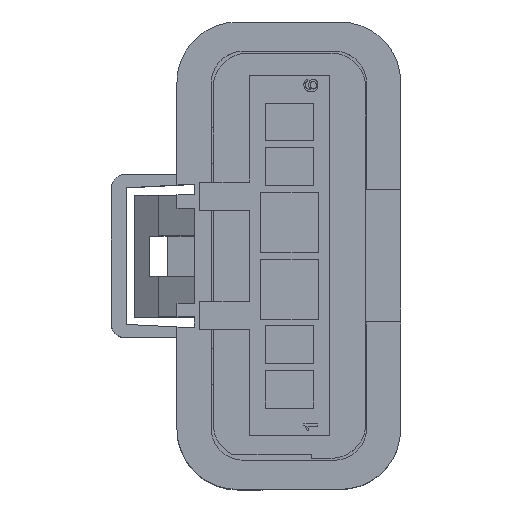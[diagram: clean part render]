
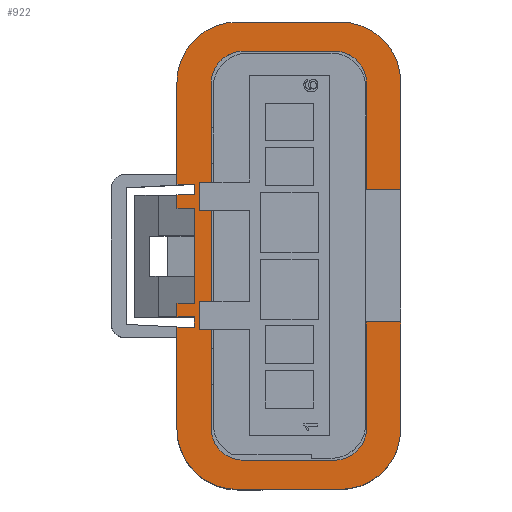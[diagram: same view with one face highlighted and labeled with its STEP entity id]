
A CAD part, top view. The second image highlights one B-rep face of the part: STEP entity #922.
In plain terms, the highlighted planar face has unit normal (0, 0, 1).
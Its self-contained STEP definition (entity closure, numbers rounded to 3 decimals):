
#203=CIRCLE('',#9006,4.5);
#217=CIRCLE('',#9027,4.5);
#218=CIRCLE('',#9029,2.4);
#219=CIRCLE('',#9030,2.4);
#220=CIRCLE('',#9031,2.4);
#221=CIRCLE('',#9032,2.4);
#222=CIRCLE('',#9033,4.5);
#223=CIRCLE('',#9034,4.5);
#461=FACE_OUTER_BOUND('',#3914,.T.);
#922=ADVANCED_FACE('',(#461),#1334,.T.);
#1334=PLANE('',#9035);
#2028=LINE('',#12818,#3092);
#2063=LINE('',#12898,#3127);
#2115=LINE('',#13042,#3179);
#2116=LINE('',#13044,#3180);
#2117=LINE('',#13046,#3181);
#2118=LINE('',#13050,#3182);
#2119=LINE('',#13054,#3183);
#2120=LINE('',#13058,#3184);
#2121=LINE('',#13061,#3185);
#2122=LINE('',#13063,#3186);
#2123=LINE('',#13067,#3187);
#2124=LINE('',#13071,#3188);
#2125=LINE('',#13073,#3189);
#2126=LINE('',#13075,#3190);
#2127=LINE('',#13077,#3191);
#2128=LINE('',#13079,#3192);
#2129=LINE('',#13081,#3193);
#2130=LINE('',#13083,#3194);
#2131=LINE('',#13085,#3195);
#2132=LINE('',#13087,#3196);
#2133=LINE('',#13089,#3197);
#2134=LINE('',#13091,#3198);
#2135=LINE('',#13093,#3199);
#2136=LINE('',#13095,#3200);
#3092=VECTOR('',#10255,1.);
#3127=VECTOR('',#10330,1.);
#3179=VECTOR('',#10452,1.);
#3180=VECTOR('',#10453,1.);
#3181=VECTOR('',#10454,1.);
#3182=VECTOR('',#10457,1.);
#3183=VECTOR('',#10460,1.);
#3184=VECTOR('',#10463,1.);
#3185=VECTOR('',#10466,1.);
#3186=VECTOR('',#10467,1.);
#3187=VECTOR('',#10470,1.);
#3188=VECTOR('',#10473,1.);
#3189=VECTOR('',#10474,1.);
#3190=VECTOR('',#10475,1.);
#3191=VECTOR('',#10476,1.);
#3192=VECTOR('',#10477,1.);
#3193=VECTOR('',#10478,1.);
#3194=VECTOR('',#10479,1.);
#3195=VECTOR('',#10480,1.);
#3196=VECTOR('',#10481,1.);
#3197=VECTOR('',#10482,1.);
#3198=VECTOR('',#10483,1.);
#3199=VECTOR('',#10484,1.);
#3200=VECTOR('',#10485,1.);
#3914=EDGE_LOOP('',(#5280,#5281,#5282,#5283,#5284,#5285,#5286,#5287,#5288,
#5289,#5290,#5291,#5292,#5293,#5294,#5295,#5296,#5297,#5298,#5299,#5300,
#5301,#5302,#5303,#5304,#5305,#5306,#5307,#5308,#5309,#5310,#5311));
#5280=ORIENTED_EDGE('',*,*,#8129,.F.);
#5281=ORIENTED_EDGE('',*,*,#8130,.F.);
#5282=ORIENTED_EDGE('',*,*,#8131,.T.);
#5283=ORIENTED_EDGE('',*,*,#8132,.T.);
#5284=ORIENTED_EDGE('',*,*,#8133,.T.);
#5285=ORIENTED_EDGE('',*,*,#8134,.F.);
#5286=ORIENTED_EDGE('',*,*,#8135,.T.);
#5287=ORIENTED_EDGE('',*,*,#8136,.F.);
#5288=ORIENTED_EDGE('',*,*,#8137,.T.);
#5289=ORIENTED_EDGE('',*,*,#8138,.F.);
#5290=ORIENTED_EDGE('',*,*,#8139,.F.);
#5291=ORIENTED_EDGE('',*,*,#8022,.T.);
#5292=ORIENTED_EDGE('',*,*,#8140,.T.);
#5293=ORIENTED_EDGE('',*,*,#8141,.F.);
#5294=ORIENTED_EDGE('',*,*,#8142,.T.);
#5295=ORIENTED_EDGE('',*,*,#8143,.T.);
#5296=ORIENTED_EDGE('',*,*,#8144,.T.);
#5297=ORIENTED_EDGE('',*,*,#8145,.T.);
#5298=ORIENTED_EDGE('',*,*,#8146,.T.);
#5299=ORIENTED_EDGE('',*,*,#8147,.T.);
#5300=ORIENTED_EDGE('',*,*,#8148,.T.);
#5301=ORIENTED_EDGE('',*,*,#8149,.T.);
#5302=ORIENTED_EDGE('',*,*,#8150,.F.);
#5303=ORIENTED_EDGE('',*,*,#8151,.T.);
#5304=ORIENTED_EDGE('',*,*,#8152,.T.);
#5305=ORIENTED_EDGE('',*,*,#8153,.T.);
#5306=ORIENTED_EDGE('',*,*,#8154,.T.);
#5307=ORIENTED_EDGE('',*,*,#8155,.T.);
#5308=ORIENTED_EDGE('',*,*,#8156,.T.);
#5309=ORIENTED_EDGE('',*,*,#8157,.F.);
#5310=ORIENTED_EDGE('',*,*,#8093,.F.);
#5311=ORIENTED_EDGE('',*,*,#8061,.F.);
#7069=VERTEX_POINT('',#12804);
#7076=VERTEX_POINT('',#12817);
#7101=VERTEX_POINT('',#12897);
#7102=VERTEX_POINT('',#12899);
#7121=VERTEX_POINT('',#12967);
#7148=VERTEX_POINT('',#13039);
#7149=VERTEX_POINT('',#13043);
#7150=VERTEX_POINT('',#13045);
#7151=VERTEX_POINT('',#13047);
#7152=VERTEX_POINT('',#13049);
#7153=VERTEX_POINT('',#13051);
#7154=VERTEX_POINT('',#13053);
#7155=VERTEX_POINT('',#13055);
#7156=VERTEX_POINT('',#13057);
#7157=VERTEX_POINT('',#13059);
#7158=VERTEX_POINT('',#13062);
#7159=VERTEX_POINT('',#13064);
#7160=VERTEX_POINT('',#13066);
#7161=VERTEX_POINT('',#13068);
#7162=VERTEX_POINT('',#13070);
#7163=VERTEX_POINT('',#13072);
#7164=VERTEX_POINT('',#13074);
#7165=VERTEX_POINT('',#13076);
#7166=VERTEX_POINT('',#13078);
#7167=VERTEX_POINT('',#13080);
#7168=VERTEX_POINT('',#13082);
#7169=VERTEX_POINT('',#13084);
#7170=VERTEX_POINT('',#13086);
#7171=VERTEX_POINT('',#13088);
#7172=VERTEX_POINT('',#13090);
#7173=VERTEX_POINT('',#13092);
#7174=VERTEX_POINT('',#13094);
#8022=EDGE_CURVE('',#7069,#7076,#2028,.T.);
#8061=EDGE_CURVE('',#7101,#7102,#2063,.T.);
#8093=EDGE_CURVE('',#7102,#7121,#203,.T.);
#8129=EDGE_CURVE('',#7148,#7101,#217,.T.);
#8130=EDGE_CURVE('',#7149,#7148,#2115,.T.);
#8131=EDGE_CURVE('',#7149,#7150,#2116,.T.);
#8132=EDGE_CURVE('',#7150,#7151,#2117,.T.);
#8133=EDGE_CURVE('',#7151,#7152,#218,.T.);
#8134=EDGE_CURVE('',#7153,#7152,#2118,.T.);
#8135=EDGE_CURVE('',#7153,#7154,#219,.T.);
#8136=EDGE_CURVE('',#7155,#7154,#2119,.T.);
#8137=EDGE_CURVE('',#7155,#7156,#220,.T.);
#8138=EDGE_CURVE('',#7157,#7156,#2120,.T.);
#8139=EDGE_CURVE('',#7069,#7157,#221,.T.);
#8140=EDGE_CURVE('',#7076,#7158,#2121,.T.);
#8141=EDGE_CURVE('',#7159,#7158,#2122,.T.);
#8142=EDGE_CURVE('',#7159,#7160,#222,.T.);
#8143=EDGE_CURVE('',#7160,#7161,#2123,.T.);
#8144=EDGE_CURVE('',#7161,#7162,#223,.T.);
#8145=EDGE_CURVE('',#7162,#7163,#2124,.T.);
#8146=EDGE_CURVE('',#7163,#7164,#2125,.T.);
#8147=EDGE_CURVE('',#7164,#7165,#2126,.T.);
#8148=EDGE_CURVE('',#7165,#7166,#2127,.T.);
#8149=EDGE_CURVE('',#7166,#7167,#2128,.T.);
#8150=EDGE_CURVE('',#7168,#7167,#2129,.T.);
#8151=EDGE_CURVE('',#7168,#7169,#2130,.T.);
#8152=EDGE_CURVE('',#7169,#7170,#2131,.T.);
#8153=EDGE_CURVE('',#7170,#7171,#2132,.T.);
#8154=EDGE_CURVE('',#7171,#7172,#2133,.T.);
#8155=EDGE_CURVE('',#7172,#7173,#2134,.T.);
#8156=EDGE_CURVE('',#7173,#7174,#2135,.T.);
#8157=EDGE_CURVE('',#7121,#7174,#2136,.T.);
#9006=AXIS2_PLACEMENT_3D('',#12966,#10385,#10386);
#9027=AXIS2_PLACEMENT_3D('',#13040,#10448,#10449);
#9029=AXIS2_PLACEMENT_3D('',#13048,#10455,#10456);
#9030=AXIS2_PLACEMENT_3D('',#13052,#10458,#10459);
#9031=AXIS2_PLACEMENT_3D('',#13056,#10461,#10462);
#9032=AXIS2_PLACEMENT_3D('',#13060,#10464,#10465);
#9033=AXIS2_PLACEMENT_3D('',#13065,#10468,#10469);
#9034=AXIS2_PLACEMENT_3D('',#13069,#10471,#10472);
#9035=AXIS2_PLACEMENT_3D('',#13096,#10486,#10487);
#10255=DIRECTION('',(0.,-1.,0.));
#10330=DIRECTION('',(-1.,0.,0.));
#10385=DIRECTION('',(0.,0.,-1.));
#10386=DIRECTION('',(0.,1.,0.));
#10448=DIRECTION('',(0.,0.,-1.));
#10449=DIRECTION('',(0.,1.,0.));
#10452=DIRECTION('',(0.,-1.,0.));
#10453=DIRECTION('',(-1.,0.,0.));
#10454=DIRECTION('',(0.,-1.,0.));
#10455=DIRECTION('',(0.,0.,-1.));
#10456=DIRECTION('',(0.,1.,0.));
#10457=DIRECTION('',(1.,0.,0.));
#10458=DIRECTION('',(0.,0.,-1.));
#10459=DIRECTION('',(0.,1.,0.));
#10460=DIRECTION('',(0.,-1.,0.));
#10461=DIRECTION('',(0.,0.,-1.));
#10462=DIRECTION('',(0.,1.,0.));
#10463=DIRECTION('',(-1.,0.,0.));
#10464=DIRECTION('',(0.,0.,1.));
#10465=DIRECTION('',(0.,1.,0.));
#10466=DIRECTION('',(1.,0.,0.));
#10467=DIRECTION('',(0.,-1.,0.));
#10468=DIRECTION('',(0.,0.,1.));
#10469=DIRECTION('',(0.,1.,0.));
#10470=DIRECTION('',(-1.,0.,0.));
#10471=DIRECTION('',(0.,0.,1.));
#10472=DIRECTION('',(0.,1.,0.));
#10473=DIRECTION('',(0.,-1.,0.));
#10474=DIRECTION('',(1.,0.,0.));
#10475=DIRECTION('',(0.,-1.,0.));
#10476=DIRECTION('',(-1.,0.,0.));
#10477=DIRECTION('',(0.,-1.,0.));
#10478=DIRECTION('',(-1.,0.,0.));
#10479=DIRECTION('',(0.,-1.,0.));
#10480=DIRECTION('',(-1.,0.,0.));
#10481=DIRECTION('',(0.,-1.,0.));
#10482=DIRECTION('',(1.,0.,0.));
#10483=DIRECTION('',(0.,-1.,0.));
#10484=DIRECTION('',(-1.,0.,0.));
#10485=DIRECTION('',(0.,1.,0.));
#10486=DIRECTION('',(0.,0.,1.));
#10487=DIRECTION('',(1.,0.,0.));
#12804=CARTESIAN_POINT('',(5.8,12.875,32.4));
#12817=CARTESIAN_POINT('',(5.8,4.95,32.4));
#12818=CARTESIAN_POINT('',(5.8,20.34,32.4));
#12897=CARTESIAN_POINT('',(3.85,-17.45,32.4));
#12898=CARTESIAN_POINT('',(4.62,-17.45,32.4));
#12899=CARTESIAN_POINT('',(-3.85,-17.45,32.4));
#12966=CARTESIAN_POINT('',(-3.85,-12.95,32.4));
#12967=CARTESIAN_POINT('',(-8.35,-12.95,32.4));
#13039=CARTESIAN_POINT('',(8.35,-12.95,32.4));
#13040=CARTESIAN_POINT('',(3.85,-12.95,32.4));
#13042=CARTESIAN_POINT('',(8.35,15.54,32.4));
#13043=CARTESIAN_POINT('',(8.35,-4.95,32.4));
#13044=CARTESIAN_POINT('',(7.85,-4.95,32.4));
#13045=CARTESIAN_POINT('',(5.8,-4.95,32.4));
#13046=CARTESIAN_POINT('',(5.8,-15.45,32.4));
#13047=CARTESIAN_POINT('',(5.8,-12.875,32.4));
#13048=CARTESIAN_POINT('',(3.4,-12.875,32.4));
#13049=CARTESIAN_POINT('',(3.4,-15.275,32.4));
#13050=CARTESIAN_POINT('',(-4.08,-15.275,32.4));
#13051=CARTESIAN_POINT('',(-3.4,-15.275,32.4));
#13052=CARTESIAN_POINT('',(-3.4,-12.875,32.4));
#13053=CARTESIAN_POINT('',(-5.8,-12.875,32.4));
#13054=CARTESIAN_POINT('',(-5.8,20.34,32.4));
#13055=CARTESIAN_POINT('',(-5.8,12.875,32.4));
#13056=CARTESIAN_POINT('',(-3.4,12.875,32.4));
#13057=CARTESIAN_POINT('',(-3.4,15.275,32.4));
#13058=CARTESIAN_POINT('',(9.43,15.275,32.4));
#13059=CARTESIAN_POINT('',(3.4,15.275,32.4));
#13060=CARTESIAN_POINT('',(3.4,12.875,32.4));
#13061=CARTESIAN_POINT('',(6.089,4.95,32.4));
#13062=CARTESIAN_POINT('',(8.35,4.95,32.4));
#13063=CARTESIAN_POINT('',(8.35,20.34,32.4));
#13064=CARTESIAN_POINT('',(8.35,12.95,32.4));
#13065=CARTESIAN_POINT('',(3.85,12.95,32.4));
#13066=CARTESIAN_POINT('',(3.85,17.45,32.4));
#13067=CARTESIAN_POINT('',(9.43,17.45,32.4));
#13068=CARTESIAN_POINT('',(-3.85,17.45,32.4));
#13069=CARTESIAN_POINT('',(-3.85,12.95,32.4));
#13070=CARTESIAN_POINT('',(-8.35,12.95,32.4));
#13071=CARTESIAN_POINT('',(-8.35,20.34,32.4));
#13072=CARTESIAN_POINT('',(-8.35,5.35,32.4));
#13073=CARTESIAN_POINT('',(-7.85,5.35,32.4));
#13074=CARTESIAN_POINT('',(-7.05,5.35,32.4));
#13075=CARTESIAN_POINT('',(-7.05,20.34,32.4));
#13076=CARTESIAN_POINT('',(-7.05,4.55,32.4));
#13077=CARTESIAN_POINT('',(-6.85,4.55,32.4));
#13078=CARTESIAN_POINT('',(-8.35,4.55,32.4));
#13079=CARTESIAN_POINT('',(-8.35,4.644,32.4));
#13080=CARTESIAN_POINT('',(-8.35,3.55,32.4));
#13081=CARTESIAN_POINT('',(9.43,3.55,32.4));
#13082=CARTESIAN_POINT('',(-7.05,3.55,32.4));
#13083=CARTESIAN_POINT('',(-7.05,3.503,32.4));
#13084=CARTESIAN_POINT('',(-7.05,-3.55,32.4));
#13085=CARTESIAN_POINT('',(9.43,-3.55,32.4));
#13086=CARTESIAN_POINT('',(-8.35,-3.55,32.4));
#13087=CARTESIAN_POINT('',(-8.35,20.34,32.4));
#13088=CARTESIAN_POINT('',(-8.35,-4.55,32.4));
#13089=CARTESIAN_POINT('',(-7.95,-4.55,32.4));
#13090=CARTESIAN_POINT('',(-7.05,-4.55,32.4));
#13091=CARTESIAN_POINT('',(-7.05,20.34,32.4));
#13092=CARTESIAN_POINT('',(-7.05,-5.35,32.4));
#13093=CARTESIAN_POINT('',(-6.85,-5.35,32.4));
#13094=CARTESIAN_POINT('',(-8.35,-5.35,32.4));
#13095=CARTESIAN_POINT('',(-8.35,-4.59,32.4));
#13096=CARTESIAN_POINT('',(9.43,20.34,32.4));
